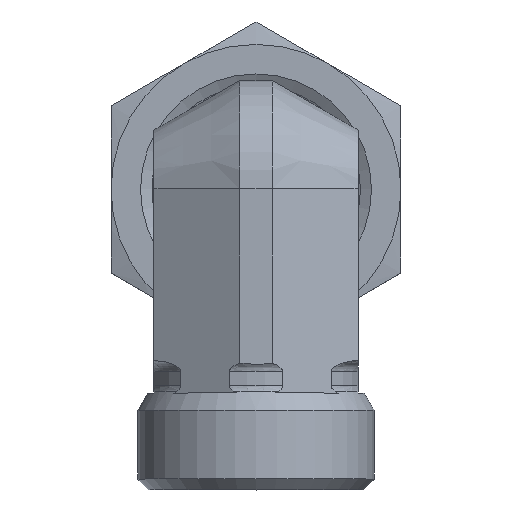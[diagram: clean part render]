
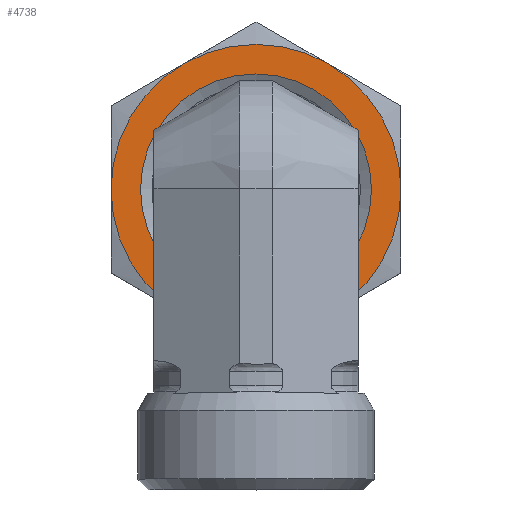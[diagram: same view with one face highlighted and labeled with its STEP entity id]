
A CAD part, top view. The second image highlights one B-rep face of the part: STEP entity #4738.
In plain terms, the highlighted face is planar.
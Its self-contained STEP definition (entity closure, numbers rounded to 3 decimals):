
#3987=CARTESIAN_POINT('',(-15.038,-7.959,0.));
#3988=VERTEX_POINT('',#3987);
#3989=CARTESIAN_POINT('',(-20.413,1.351,0.0));
#3990=DIRECTION('',(0.0,0.0,1.0));
#3991=DIRECTION('',(0.5,-0.866,0.0));
#3992=AXIS2_PLACEMENT_3D('',#3989,#3990,#3991);
#3993=CIRCLE('',#3992,10.75);
#3994=EDGE_CURVE('',#3988,#3988,#3993,.T.);
#4004=CARTESIAN_POINT('',(-27.163,13.043,0.0));
#4005=VERTEX_POINT('',#4004);
#4021=CARTESIAN_POINT('',(-33.913,1.351,0.0));
#4022=VERTEX_POINT('',#4021);
#4023=CARTESIAN_POINT('',(-20.413,1.351,0.0));
#4024=DIRECTION('',(0.0,0.0,-1.0));
#4025=DIRECTION('',(1.0,0.0,0.0));
#4026=AXIS2_PLACEMENT_3D('',#4023,#4024,#4025);
#4027=CIRCLE('',#4026,13.5);
#4028=EDGE_CURVE('',#4022,#4005,#4027,.T.);
#4053=CARTESIAN_POINT('',(-27.163,-10.34,0.0));
#4054=VERTEX_POINT('',#4053);
#4081=CARTESIAN_POINT('',(-20.413,1.351,0.0));
#4082=DIRECTION('',(0.0,0.0,-1.0));
#4083=DIRECTION('',(1.0,0.0,0.0));
#4084=AXIS2_PLACEMENT_3D('',#4081,#4082,#4083);
#4085=CIRCLE('',#4084,13.5);
#4086=EDGE_CURVE('',#4054,#4022,#4085,.T.);
#4096=CARTESIAN_POINT('',(-13.663,13.043,0.0));
#4097=VERTEX_POINT('',#4096);
#4113=CARTESIAN_POINT('',(-20.413,1.351,0.0));
#4114=DIRECTION('',(0.0,0.0,-1.0));
#4115=DIRECTION('',(1.0,0.0,0.0));
#4116=AXIS2_PLACEMENT_3D('',#4113,#4114,#4115);
#4117=CIRCLE('',#4116,13.5);
#4118=EDGE_CURVE('',#4005,#4097,#4117,.T.);
#4143=CARTESIAN_POINT('',(-13.663,-10.34,0.0));
#4144=VERTEX_POINT('',#4143);
#4171=CARTESIAN_POINT('',(-20.413,1.351,0.0));
#4172=DIRECTION('',(0.0,0.0,-1.0));
#4173=DIRECTION('',(1.0,0.0,0.0));
#4174=AXIS2_PLACEMENT_3D('',#4171,#4172,#4173);
#4175=CIRCLE('',#4174,13.5);
#4176=EDGE_CURVE('',#4144,#4054,#4175,.T.);
#4186=CARTESIAN_POINT('',(-6.913,1.351,0.0));
#4187=VERTEX_POINT('',#4186);
#4203=CARTESIAN_POINT('',(-20.413,1.351,0.0));
#4204=DIRECTION('',(0.0,0.0,-1.0));
#4205=DIRECTION('',(1.0,0.0,0.0));
#4206=AXIS2_PLACEMENT_3D('',#4203,#4204,#4205);
#4207=CIRCLE('',#4206,13.5);
#4208=EDGE_CURVE('',#4097,#4187,#4207,.T.);
#4259=CARTESIAN_POINT('',(-20.413,1.351,0.0));
#4260=DIRECTION('',(0.0,0.0,-1.0));
#4261=DIRECTION('',(1.0,0.0,0.0));
#4262=AXIS2_PLACEMENT_3D('',#4259,#4260,#4261);
#4263=CIRCLE('',#4262,13.5);
#4264=EDGE_CURVE('',#4187,#4144,#4263,.T.);
#4722=CARTESIAN_POINT('',(-20.413,1.351,0.0));
#4723=DIRECTION('',(0.0,0.0,1.0));
#4724=DIRECTION('',(1.0,0.0,0.0));
#4725=AXIS2_PLACEMENT_3D('',#4722,#4723,#4724);
#4726=PLANE('',#4725);
#4727=ORIENTED_EDGE('',*,*,#4028,.T.);
#4728=ORIENTED_EDGE('',*,*,#4118,.T.);
#4729=ORIENTED_EDGE('',*,*,#4208,.T.);
#4730=ORIENTED_EDGE('',*,*,#4264,.T.);
#4731=ORIENTED_EDGE('',*,*,#4176,.T.);
#4732=ORIENTED_EDGE('',*,*,#4086,.T.);
#4733=EDGE_LOOP('',(#4727,#4728,#4729,#4730,#4731,#4732));
#4734=FACE_OUTER_BOUND('',#4733,.T.);
#4735=ORIENTED_EDGE('',*,*,#3994,.T.);
#4736=EDGE_LOOP('',(#4735));
#4737=FACE_BOUND('',#4736,.T.);
#4738=ADVANCED_FACE('',(#4734,#4737),#4726,.F.);
